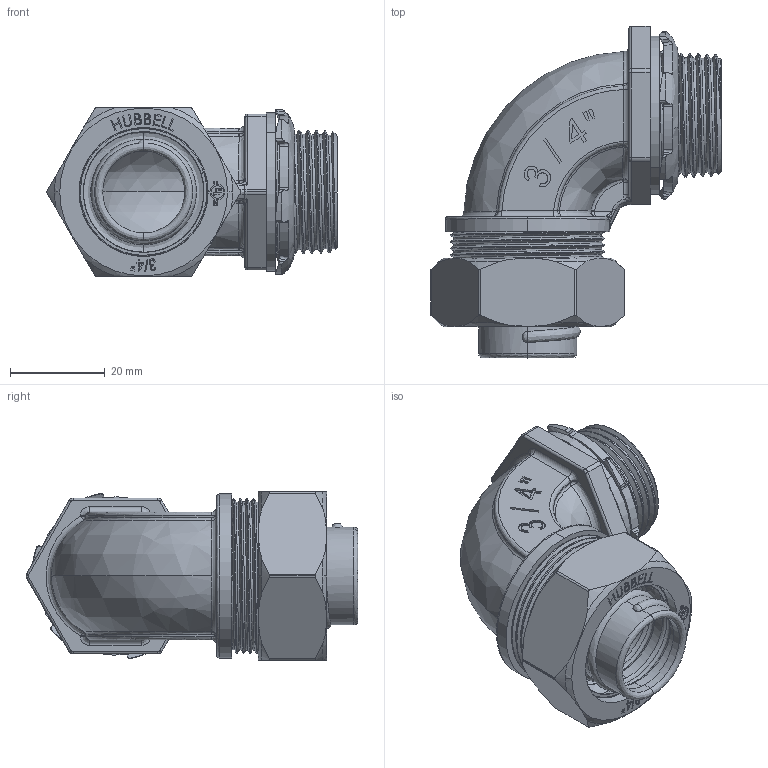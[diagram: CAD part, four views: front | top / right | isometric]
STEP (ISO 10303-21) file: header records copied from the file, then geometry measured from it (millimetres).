
FILE_DESCRIPTION (( 'STEP AP214' ), '1' );
FILE_NAME ('3423-8.STEP', '2016-02-24T16:02:16', ( '' ), ( '' ), 'SwSTEP 2.0', 'SolidWorks 2014', '' );
FILE_SCHEMA (( 'AUTOMOTIVE_DESIGN' ));
Length unit declared in the file: inch
Products named in the file (7): 3403 LOCK NUT; 3403 SEAL; 3403 COMPRESSION NUT; 3403 GLAND RING; 3403 FERRULE_installed; 3423 90DEG BODY; 3423-8
Assembly tree (6 placements, depth 2):
  3423-8
    3423 90DEG BODY
    3403 FERRULE_installed
    3403 GLAND RING
    3403 COMPRESSION NUT
    3403 SEAL
    3403 LOCK NUT
Bounding box: 61.43 x 70.2 x 35.61 mm (x, y, z)
Volume: 24443.1 mm3; surface area: 28201.2 mm2
Topology: 6 solids, 6 shells, 689 faces, 1812 edges, 1152 vertices
Faces by surface type: plane 256, bspline 229, cylinder 144, cone 60
Entity records: 50667 total; most frequent: CARTESIAN_POINT 26367, ORIENTED_EDGE 3596, DIRECTION 2465, EDGE_CURVE 1798, VERTEX_POINT 1152, VECTOR 833, LINE 833, AXIS2_PLACEMENT_3D 816
